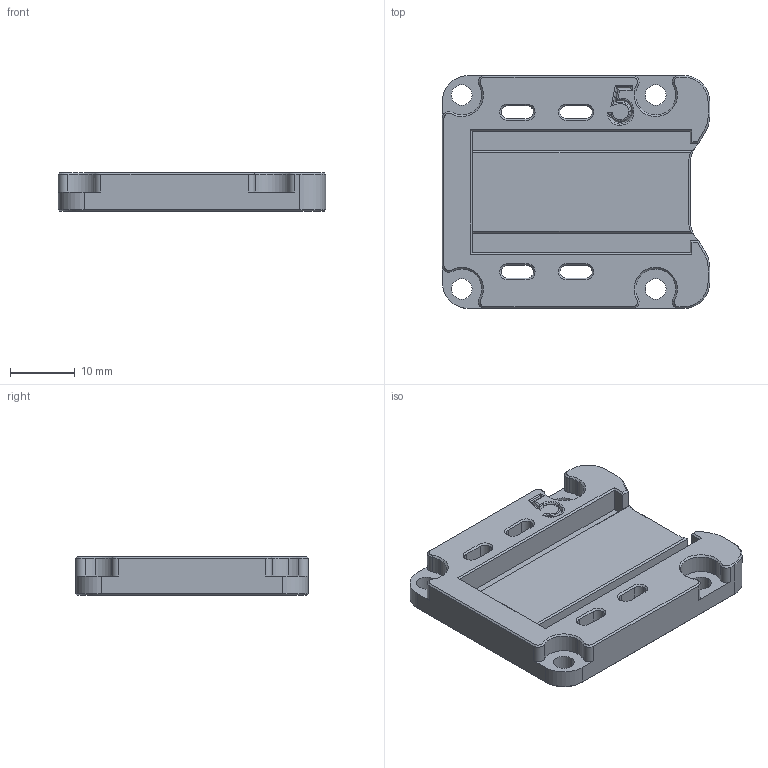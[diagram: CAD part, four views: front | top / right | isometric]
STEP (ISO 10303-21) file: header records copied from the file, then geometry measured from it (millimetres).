
FILE_DESCRIPTION (( 'STEP AP203' ), '1' );
FILE_NAME ('PR2118A_LED_Controller_Mount_Rev5.STEP', '2024-02-28T14:35:34', ( '' ), ( '' ), 'SwSTEP 2.0', 'SolidWorks 2022', '' );
FILE_SCHEMA (( 'CONFIG_CONTROL_DESIGN' ));
Length unit declared in the file: millimetre
Products named in the file (1): PR2118A_LED_Controller_Mount_Rev5
Bounding box: 41.35 x 36 x 6 mm (x, y, z)
Volume: 6105.9 mm3; surface area: 4523.6 mm2
Topology: 1 solids, 1 shells, 236 faces, 583 edges, 348 vertices
Faces by surface type: plane 94, cone 68, cylinder 58, bspline 16
Entity records: 8273 total; most frequent: CARTESIAN_POINT 2683, ORIENTED_EDGE 1166, DIRECTION 1139, EDGE_CURVE 583, AXIS2_PLACEMENT_3D 403, VERTEX_POINT 348, LINE 333, VECTOR 333
